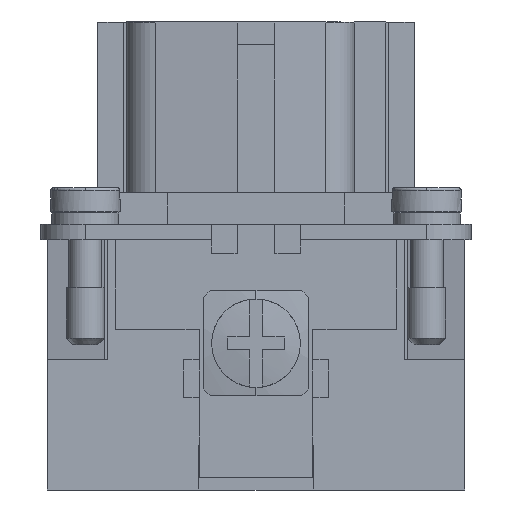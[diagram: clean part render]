
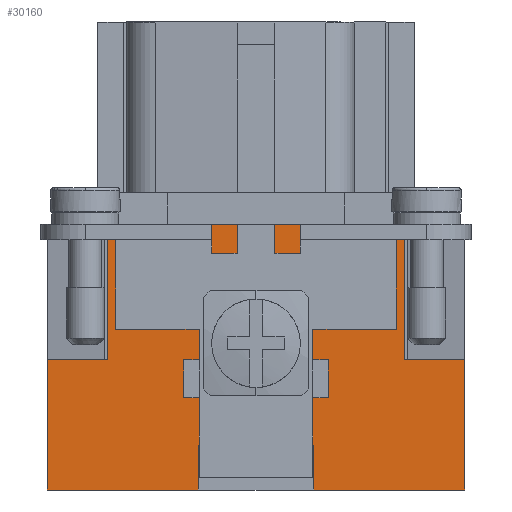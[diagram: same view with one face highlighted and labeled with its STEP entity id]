
A CAD part, left-side view. The second image highlights one B-rep face of the part: STEP entity #30160.
In plain terms, the highlighted planar face has unit normal (-1, 0, 0).
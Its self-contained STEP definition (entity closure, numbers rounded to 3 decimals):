
#22310=CARTESIAN_POINT('',(-21.55,11.75,21.0));
#22311=VERTEX_POINT('',#22310);
#22318=CARTESIAN_POINT('',(-21.55,-11.75,21.0));
#22319=VERTEX_POINT('',#22318);
#22320=CARTESIAN_POINT('',(-21.55,-11.75,21.0));
#22321=DIRECTION('',(0.0,1.0,0.0));
#22322=VECTOR('',#22321,23.5);
#22323=LINE('',#22320,#22322);
#22324=EDGE_CURVE('',#22319,#22311,#22323,.T.);
#29640=CARTESIAN_POINT('',(-21.55,11.75,10.3));
#29641=VERTEX_POINT('',#29640);
#29650=CARTESIAN_POINT('',(-21.55,11.75,21.0));
#29651=DIRECTION('',(0.0,0.0,-1.0));
#29652=VECTOR('',#29651,10.7);
#29653=LINE('',#29650,#29652);
#29654=EDGE_CURVE('',#22311,#29641,#29653,.T.);
#29696=CARTESIAN_POINT('',(-21.55,16.5,10.3));
#29697=VERTEX_POINT('',#29696);
#29698=CARTESIAN_POINT('',(-21.55,11.75,10.3));
#29699=DIRECTION('',(0.0,1.0,0.0));
#29700=VECTOR('',#29699,4.75);
#29701=LINE('',#29698,#29700);
#29702=EDGE_CURVE('',#29641,#29697,#29701,.T.);
#29930=CARTESIAN_POINT('',(-21.55,-11.75,10.3));
#29931=VERTEX_POINT('',#29930);
#29940=CARTESIAN_POINT('',(-21.55,-11.75,10.3));
#29941=DIRECTION('',(0.0,0.0,1.0));
#29942=VECTOR('',#29941,10.7);
#29943=LINE('',#29940,#29942);
#29944=EDGE_CURVE('',#29931,#22319,#29943,.T.);
#29954=CARTESIAN_POINT('',(-21.55,-16.5,10.3));
#29955=VERTEX_POINT('',#29954);
#29956=CARTESIAN_POINT('',(-21.55,-16.5,10.3));
#29957=DIRECTION('',(0.0,1.0,0.0));
#29958=VECTOR('',#29957,4.75);
#29959=LINE('',#29956,#29958);
#29960=EDGE_CURVE('',#29955,#29931,#29959,.T.);
#30061=CARTESIAN_POINT('',(-21.55,16.5,0.0));
#30062=VERTEX_POINT('',#30061);
#30069=CARTESIAN_POINT('',(-21.55,16.5,0.0));
#30070=DIRECTION('',(0.0,0.0,1.0));
#30071=VECTOR('',#30070,10.3);
#30072=LINE('',#30069,#30071);
#30073=EDGE_CURVE('',#30062,#29697,#30072,.T.);
#30101=CARTESIAN_POINT('',(-21.55,-16.5,0.0));
#30102=DIRECTION('',(-1.0,0.0,0.0));
#30103=DIRECTION('',(0.0,0.0,1.0));
#30104=AXIS2_PLACEMENT_3D('',#30101,#30102,#30103);
#30105=PLANE('',#30104);
#30106=ORIENTED_EDGE('',*,*,#29654,.T.);
#30107=ORIENTED_EDGE('',*,*,#29702,.T.);
#30108=ORIENTED_EDGE('',*,*,#30073,.F.);
#30109=CARTESIAN_POINT('',(-21.55,4.55,0.0));
#30110=VERTEX_POINT('',#30109);
#30111=CARTESIAN_POINT('',(-21.55,4.55,0.0));
#30112=DIRECTION('',(0.0,1.0,0.0));
#30113=VECTOR('',#30112,11.95);
#30114=LINE('',#30111,#30113);
#30115=EDGE_CURVE('',#30110,#30062,#30114,.T.);
#30116=ORIENTED_EDGE('',*,*,#30115,.F.);
#30117=CARTESIAN_POINT('',(-21.55,4.55,3.5));
#30118=VERTEX_POINT('',#30117);
#30119=CARTESIAN_POINT('',(-21.55,4.55,0.0));
#30120=DIRECTION('',(0.0,0.0,1.0));
#30121=VECTOR('',#30120,3.5);
#30122=LINE('',#30119,#30121);
#30123=EDGE_CURVE('',#30110,#30118,#30122,.T.);
#30124=ORIENTED_EDGE('',*,*,#30123,.T.);
#30125=CARTESIAN_POINT('',(-21.55,-4.55,3.5));
#30126=VERTEX_POINT('',#30125);
#30127=CARTESIAN_POINT('',(-21.55,4.55,3.5));
#30128=DIRECTION('',(0.0,-1.0,0.0));
#30129=VECTOR('',#30128,9.1);
#30130=LINE('',#30127,#30129);
#30131=EDGE_CURVE('',#30118,#30126,#30130,.T.);
#30132=ORIENTED_EDGE('',*,*,#30131,.T.);
#30133=CARTESIAN_POINT('',(-21.55,-4.55,0.0));
#30134=VERTEX_POINT('',#30133);
#30135=CARTESIAN_POINT('',(-21.55,-4.55,3.5));
#30136=DIRECTION('',(0.0,0.0,-1.0));
#30137=VECTOR('',#30136,3.5);
#30138=LINE('',#30135,#30137);
#30139=EDGE_CURVE('',#30126,#30134,#30138,.T.);
#30140=ORIENTED_EDGE('',*,*,#30139,.T.);
#30141=CARTESIAN_POINT('',(-21.55,-16.5,0.0));
#30142=VERTEX_POINT('',#30141);
#30143=CARTESIAN_POINT('',(-21.55,-16.5,0.0));
#30144=DIRECTION('',(0.0,1.0,0.0));
#30145=VECTOR('',#30144,11.95);
#30146=LINE('',#30143,#30145);
#30147=EDGE_CURVE('',#30142,#30134,#30146,.T.);
#30148=ORIENTED_EDGE('',*,*,#30147,.F.);
#30149=CARTESIAN_POINT('',(-21.55,-16.5,0.0));
#30150=DIRECTION('',(0.0,0.0,1.0));
#30151=VECTOR('',#30150,10.3);
#30152=LINE('',#30149,#30151);
#30153=EDGE_CURVE('',#30142,#29955,#30152,.T.);
#30154=ORIENTED_EDGE('',*,*,#30153,.T.);
#30155=ORIENTED_EDGE('',*,*,#29960,.T.);
#30156=ORIENTED_EDGE('',*,*,#29944,.T.);
#30157=ORIENTED_EDGE('',*,*,#22324,.T.);
#30158=EDGE_LOOP('',(#30106,#30107,#30108,#30116,#30124,#30132,#30140,#30148,#30154,#30155,#30156,#30157));
#30159=FACE_OUTER_BOUND('',#30158,.T.);
#30160=ADVANCED_FACE('',(#30159),#30105,.T.);
